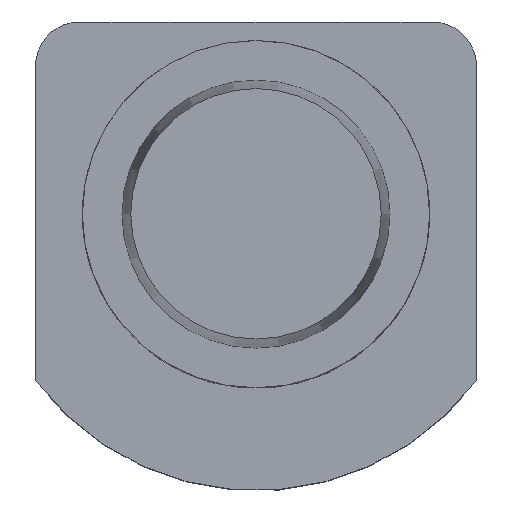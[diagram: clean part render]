
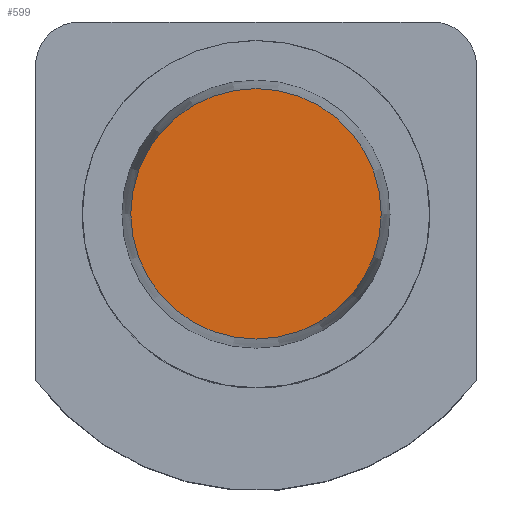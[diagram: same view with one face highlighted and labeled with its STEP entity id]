
A CAD part, top view. The second image highlights one B-rep face of the part: STEP entity #599.
In plain terms, the highlighted planar face has unit normal (0, 0, 1).
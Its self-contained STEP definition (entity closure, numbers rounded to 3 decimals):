
#599=ADVANCED_FACE('240[2]',(#1211),#1212,.T.);
#614=EDGE_CURVE('240[2]',#1228,#1228,#1229,.T.);
#1211=FACE_OUTER_BOUND('',#3937,.T.);
#1212=PLANE('',#3938);
#1228=VERTEX_POINT('',#3989);
#1229=CIRCLE('',#3990,22.715);
#3937=EDGE_LOOP('',(#4694));
#3938=AXIS2_PLACEMENT_3D('',#4695,#4696,#4697);
#3989=CARTESIAN_POINT('',(22.715,0.,32.0));
#3990=AXIS2_PLACEMENT_3D('',#4710,#4711,#4712);
#4694=ORIENTED_EDGE('',*,*,#614,.F.);
#4695=CARTESIAN_POINT('',(11.357,0.,32.0));
#4696=DIRECTION('',(0.,0.,1.0));
#4697=DIRECTION('',(1.0,0.,0.0));
#4710=CARTESIAN_POINT('',(0.,0.,32.0));
#4711=DIRECTION('',(0.,0.,-1.0));
#4712=DIRECTION('',(1.0,0.,0.));
